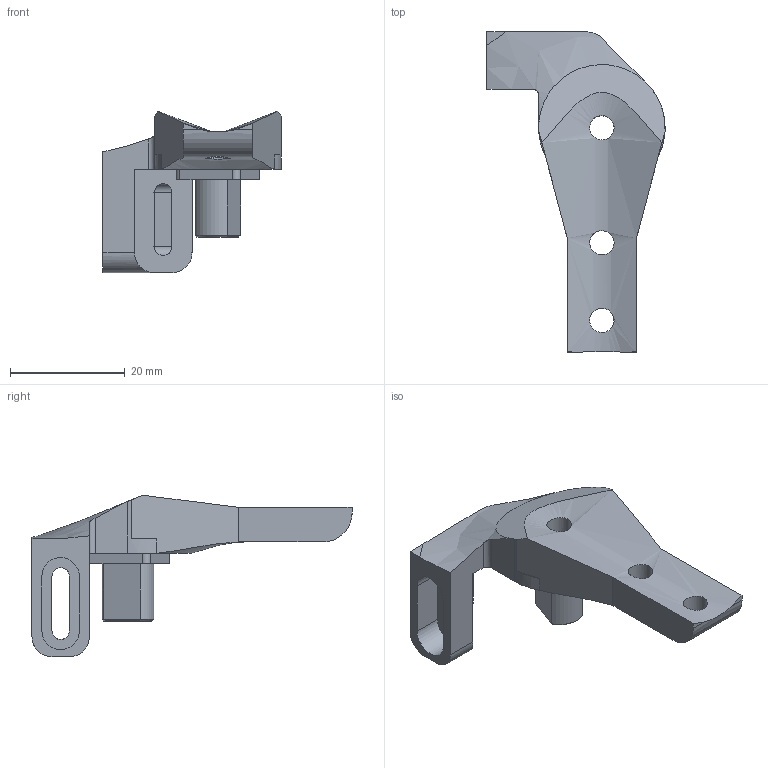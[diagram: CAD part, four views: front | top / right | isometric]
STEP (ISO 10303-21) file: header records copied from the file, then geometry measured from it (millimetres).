
FILE_DESCRIPTION(('FreeCAD Model'),'2;1');
FILE_NAME('Open CASCADE Shape Model','2024-10-28T15:01:58',('Author'),( ''),'Open CASCADE STEP processor 7.6','FreeCAD','Unknown');
FILE_SCHEMA(('AUTOMOTIVE_DESIGN { 1 0 10303 214 1 1 1 1 }'));
Length unit declared in the file: millimetre
Products named in the file (1): shifter_part2_Gauche_v2 v9(Symétrie miroir)
Bounding box: 31 x 55.68 x 28.1 mm (x, y, z)
Volume: 6946.2 mm3; surface area: 4481.9 mm2
Topology: 1 solids, 1 shells, 60 faces, 168 edges, 111 vertices
Faces by surface type: plane 35, cylinder 20, bspline 3, cone 2
Full cylindrical faces by diameter (mm): 4.234 x3
Entity records: 2661 total; most frequent: CARTESIAN_POINT 1107, ORIENTED_EDGE 336, DIRECTION 295, EDGE_CURVE 168, VERTEX_POINT 111, AXIS2_PLACEMENT_3D 102, LINE 91, VECTOR 91
